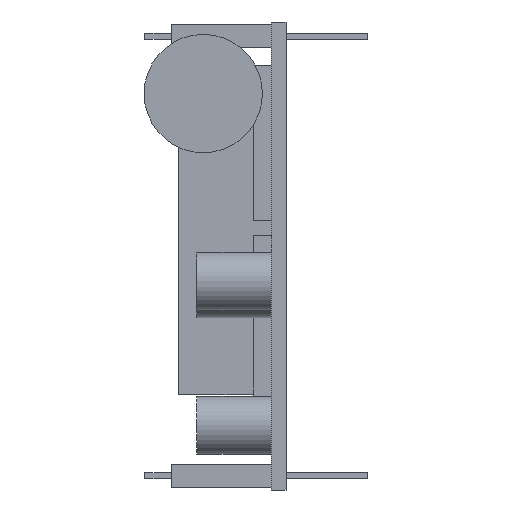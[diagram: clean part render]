
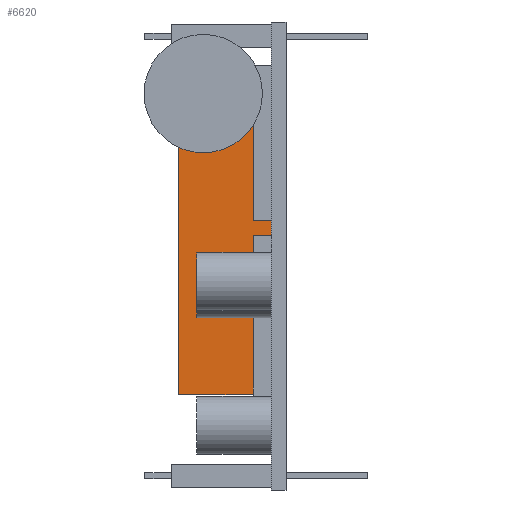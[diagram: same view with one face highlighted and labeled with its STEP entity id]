
A CAD part, left-side view. The second image highlights one B-rep face of the part: STEP entity #6620.
In plain terms, the highlighted planar face has unit normal (-1, 0, 0).
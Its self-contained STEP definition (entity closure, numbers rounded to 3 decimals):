
#222 = ORIENTED_EDGE ( 'NONE', *, *, #6927, .F. ) ;
#335 = DIRECTION ( 'NONE',  ( 0., -1., 0. ) ) ;
#368 = DIRECTION ( 'NONE',  ( 1., 0., 0. ) ) ;
#503 = CARTESIAN_POINT ( 'NONE',  ( 23.35, 1.6, -15.25 ) ) ;
#585 = CARTESIAN_POINT ( 'NONE',  ( 23.35, 1.6, -15.25 ) ) ;
#632 = DIRECTION ( 'NONE',  ( 0., 0., 1. ) ) ;
#907 = CARTESIAN_POINT ( 'NONE',  ( 23.35, 11.8, -15.25 ) ) ;
#1166 = CARTESIAN_POINT ( 'NONE',  ( 23.35, 1.6, 15.25 ) ) ;
#1588 = LINE ( 'NONE', #503, #5974 ) ;
#1726 = EDGE_CURVE ( 'NONE', #8629, #2565, #1588, .T. ) ;
#2487 = DIRECTION ( 'NONE',  ( 0., 0., -1. ) ) ;
#2565 = VERTEX_POINT ( 'NONE', #1166 ) ;
#3432 = LINE ( 'NONE', #11340, #5074 ) ;
#4291 = CARTESIAN_POINT ( 'NONE',  ( 23.35, 11.8, -15.25 ) ) ;
#5074 = VECTOR ( 'NONE', #12040, 1000. ) ;
#5855 = EDGE_CURVE ( 'NONE', #12659, #8629, #11898, .T. ) ;
#5974 = VECTOR ( 'NONE', #632, 1000. ) ;
#6442 = ORIENTED_EDGE ( 'NONE', *, *, #8725, .F. ) ;
#6620 = ADVANCED_FACE ( 'NONE', ( #10130 ), #8452, .F. ) ;
#6927 = EDGE_CURVE ( 'NONE', #11274, #2565, #3432, .T. ) ;
#7461 = EDGE_LOOP ( 'NONE', ( #9408, #222, #6442, #10046 ) ) ;
#7490 = CARTESIAN_POINT ( 'NONE',  ( 23.35, 11.8, -15.25 ) ) ;
#7656 = DIRECTION ( 'NONE',  ( 0., 0., 1. ) ) ;
#7790 = CARTESIAN_POINT ( 'NONE',  ( 23.35, 11.8, 15.25 ) ) ;
#8452 = PLANE ( 'NONE',  #9383 ) ;
#8629 = VERTEX_POINT ( 'NONE', #585 ) ;
#8725 = EDGE_CURVE ( 'NONE', #12659, #11274, #12463, .T. ) ;
#8812 = VECTOR ( 'NONE', #7656, 1000. ) ;
#9383 = AXIS2_PLACEMENT_3D ( 'NONE', #7490, #368, #2487 ) ;
#9408 = ORIENTED_EDGE ( 'NONE', *, *, #1726, .T. ) ;
#9834 = CARTESIAN_POINT ( 'NONE',  ( 23.35, 11.8, -15.25 ) ) ;
#10046 = ORIENTED_EDGE ( 'NONE', *, *, #5855, .T. ) ;
#10130 = FACE_OUTER_BOUND ( 'NONE', #7461, .T. ) ;
#11274 = VERTEX_POINT ( 'NONE', #7790 ) ;
#11340 = CARTESIAN_POINT ( 'NONE',  ( 23.35, 11.8, 15.25 ) ) ;
#11821 = VECTOR ( 'NONE', #335, 1000. ) ;
#11898 = LINE ( 'NONE', #4291, #11821 ) ;
#12040 = DIRECTION ( 'NONE',  ( 0., -1., 0. ) ) ;
#12463 = LINE ( 'NONE', #907, #8812 ) ;
#12659 = VERTEX_POINT ( 'NONE', #9834 ) ;
